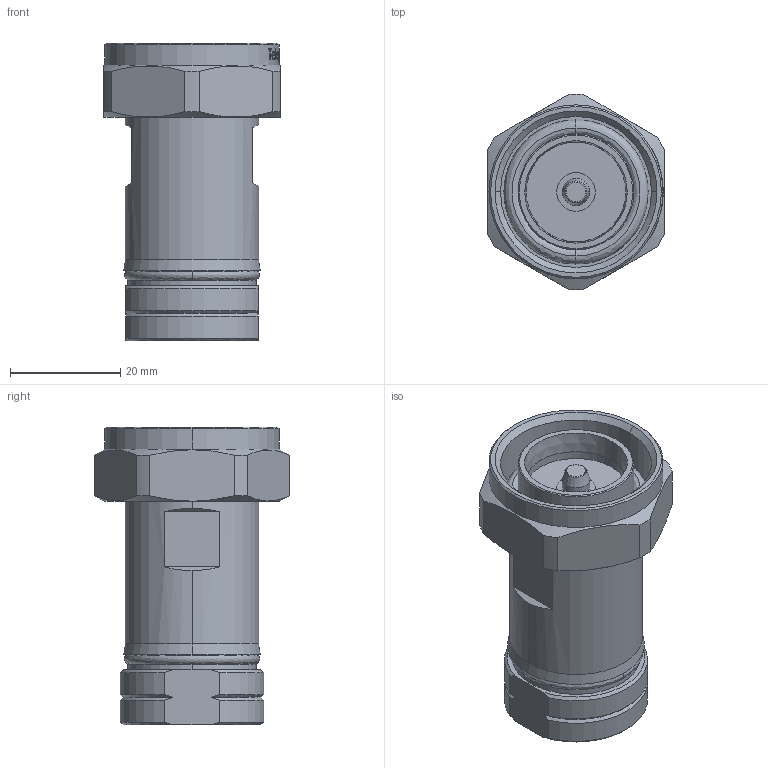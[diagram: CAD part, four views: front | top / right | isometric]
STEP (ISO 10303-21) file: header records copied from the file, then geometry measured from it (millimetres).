
FILE_DESCRIPTION (( 'STEP AP214' ), '1' );
FILE_NAME ('J01120B0073.STEP', '2016-08-31T14:03:07', ( '' ), ( '' ), 'SwSTEP 2.0', 'SolidWorks 2015', '' );
FILE_SCHEMA (( 'AUTOMOTIVE_DESIGN' ));
Length unit declared in the file: millimetre
Products named in the file (1): J01120B0073
Bounding box: 32 x 35.49 x 54.05 mm (x, y, z)
Volume: 25810.8 mm3; surface area: 10587.6 mm2
Topology: 3 solids, 3 shells, 280 faces, 703 edges, 452 vertices
Faces by surface type: plane 90, bspline 86, cylinder 58, cone 36, torus 10
Entity records: 14558 total; most frequent: CARTESIAN_POINT 5297, ORIENTED_EDGE 1406, DIRECTION 1059, EDGE_CURVE 703, VERTEX_POINT 452, AXIS2_PLACEMENT_3D 383, EDGE_LOOP 307, LINE 293
